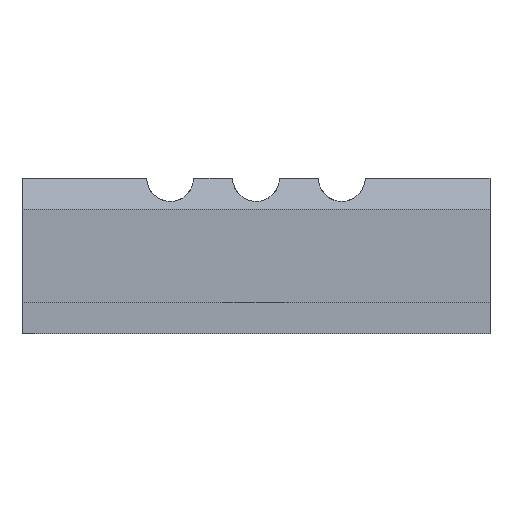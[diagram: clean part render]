
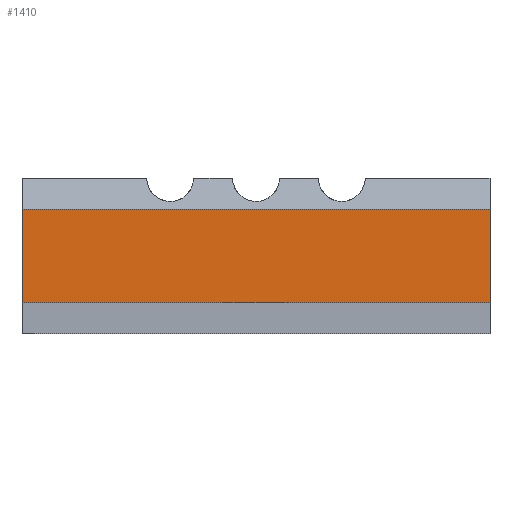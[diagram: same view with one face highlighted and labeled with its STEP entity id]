
A CAD part, front view. The second image highlights one B-rep face of the part: STEP entity #1410.
In plain terms, the highlighted planar face has unit normal (0, -1, 0).
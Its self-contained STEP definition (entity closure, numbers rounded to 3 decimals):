
#34 = VECTOR ( 'NONE', #383, 1000. ) ;
#73 = VECTOR ( 'NONE', #2765, 1000. ) ;
#248 = VECTOR ( 'NONE', #814, 1000. ) ;
#272 = VERTEX_POINT ( 'NONE', #2928 ) ;
#383 = DIRECTION ( 'NONE',  ( 1., 0., 0. ) ) ;
#422 = CARTESIAN_POINT ( 'NONE',  ( 781.494, 115.873, 16. ) ) ;
#528 = VECTOR ( 'NONE', #1708, 1000. ) ;
#531 = CARTESIAN_POINT ( 'NONE',  ( 841.494, 115.873, 16. ) ) ;
#565 = LINE ( 'NONE', #1331, #248 ) ;
#642 = LINE ( 'NONE', #1703, #34 ) ;
#657 = ORIENTED_EDGE ( 'NONE', *, *, #877, .T. ) ;
#679 = VERTEX_POINT ( 'NONE', #422 ) ;
#700 = EDGE_CURVE ( 'NONE', #1516, #272, #642, .T. ) ;
#776 = CARTESIAN_POINT ( 'NONE',  ( 841.494, 115.873, 20. ) ) ;
#814 = DIRECTION ( 'NONE',  ( 0., 0., -1. ) ) ;
#877 = EDGE_CURVE ( 'NONE', #679, #1516, #565, .T. ) ;
#1331 = CARTESIAN_POINT ( 'NONE',  ( 781.494, 115.873, 20. ) ) ;
#1410 = ADVANCED_FACE ( 'NONE', ( #1872 ), #2864, .F. ) ;
#1429 = CARTESIAN_POINT ( 'NONE',  ( 841.494, 115.873, 20. ) ) ;
#1516 = VERTEX_POINT ( 'NONE', #2899 ) ;
#1547 = EDGE_CURVE ( 'NONE', #2710, #679, #1757, .T. ) ;
#1703 = CARTESIAN_POINT ( 'NONE',  ( 0., 115.873, 4. ) ) ;
#1708 = DIRECTION ( 'NONE',  ( -1., 0., 0. ) ) ;
#1757 = LINE ( 'NONE', #2763, #528 ) ;
#1872 = FACE_OUTER_BOUND ( 'NONE', #2508, .T. ) ;
#2138 = DIRECTION ( 'NONE',  ( 0., 1., 0. ) ) ;
#2153 = DIRECTION ( 'NONE',  ( -1., 0., 0. ) ) ;
#2264 = ORIENTED_EDGE ( 'NONE', *, *, #2709, .F. ) ;
#2409 = ORIENTED_EDGE ( 'NONE', *, *, #1547, .T. ) ;
#2480 = ORIENTED_EDGE ( 'NONE', *, *, #700, .T. ) ;
#2508 = EDGE_LOOP ( 'NONE', ( #2264, #2409, #657, #2480 ) ) ;
#2709 = EDGE_CURVE ( 'NONE', #2710, #272, #3027, .T. ) ;
#2710 = VERTEX_POINT ( 'NONE', #531 ) ;
#2763 = CARTESIAN_POINT ( 'NONE',  ( 781.494, 115.873, 16. ) ) ;
#2765 = DIRECTION ( 'NONE',  ( 0., 0., -1. ) ) ;
#2864 = PLANE ( 'NONE',  #2942 ) ;
#2899 = CARTESIAN_POINT ( 'NONE',  ( 781.494, 115.873, 4. ) ) ;
#2928 = CARTESIAN_POINT ( 'NONE',  ( 841.494, 115.873, 4. ) ) ;
#2942 = AXIS2_PLACEMENT_3D ( 'NONE', #1429, #2138, #2153 ) ;
#3027 = LINE ( 'NONE', #776, #73 ) ;
